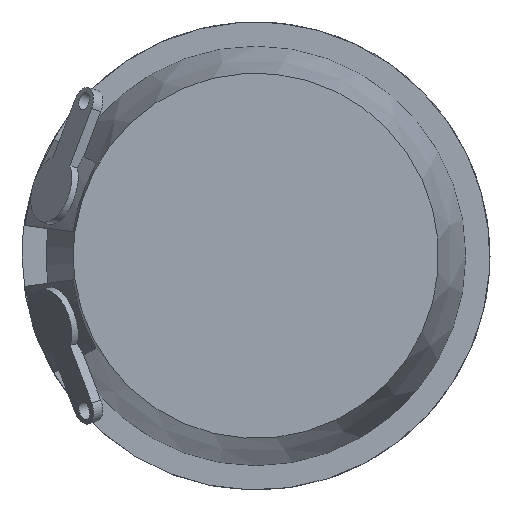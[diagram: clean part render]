
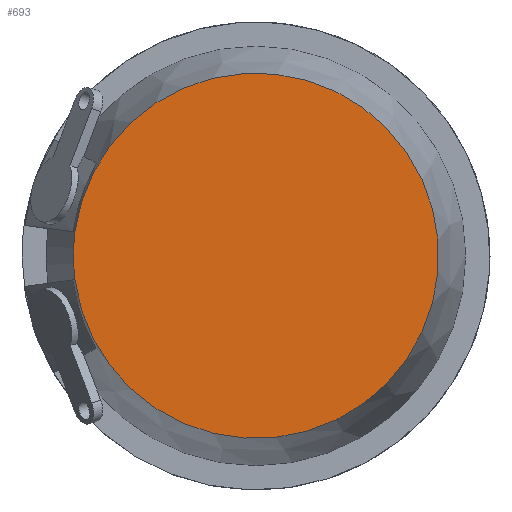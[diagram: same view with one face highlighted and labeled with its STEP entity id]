
A CAD part, top view. The second image highlights one B-rep face of the part: STEP entity #693.
In plain terms, the highlighted planar face has unit normal (0, 0, 1).
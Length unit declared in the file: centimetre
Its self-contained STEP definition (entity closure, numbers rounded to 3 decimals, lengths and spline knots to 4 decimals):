
#198=VERTEX_POINT('',#1109);
#199=VERTEX_POINT('',#1110);
#240=CIRCLE('',#731,1.6);
#307=EDGE_CURVE('',#198,#199,#240,.T.);
#326=EDGE_CURVE('',#199,#198,#240,.T.);
#524=ORIENTED_EDGE('',*,*,#326,.F.);
#525=ORIENTED_EDGE('',*,*,#307,.F.);
#587=EDGE_LOOP('',(#524,#525));
#646=FACE_BOUND('',#587,.T.);
#693=ADVANCED_FACE('',(#646),#1263,.T.);
#731=AXIS2_PLACEMENT_3D('',#1108,#854,#855);
#761=AXIS2_PLACEMENT_3D('',#1237,#930,$);
#854=DIRECTION('',(0.,0.,-1.));
#855=DIRECTION('',(-1.6,0.,0.));
#930=DIRECTION('',(0.,0.,1.));
#1108=CARTESIAN_POINT('',(0.,0.,1.));
#1109=CARTESIAN_POINT('',(-1.5863,-0.2088,1.));
#1110=CARTESIAN_POINT('',(-1.5863,0.2088,1.));
#1237=CARTESIAN_POINT('',(0.,0.,1.));
#1263=PLANE('',#761);
